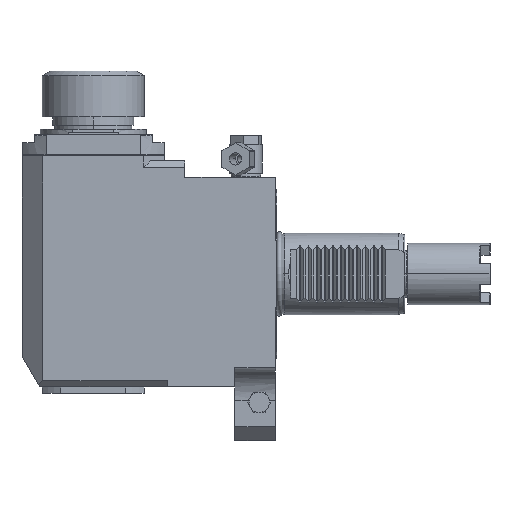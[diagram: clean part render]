
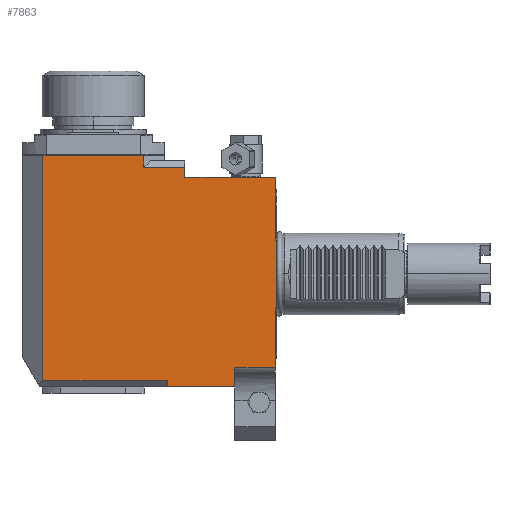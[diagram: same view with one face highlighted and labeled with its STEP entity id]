
A CAD part, front view. The second image highlights one B-rep face of the part: STEP entity #7863.
In plain terms, the highlighted planar face has unit normal (0, -1, 0).
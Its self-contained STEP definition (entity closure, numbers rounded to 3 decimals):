
#1062=DIRECTION('',(0.,0.,-1.));
#1063=VECTOR('',#1062,110.5);
#1064=CARTESIAN_POINT('',(-114.812,-38.,58.));
#1065=LINE('',#1064,#1063);
#1066=DIRECTION('',(1.,0.,0.));
#1067=VECTOR('',#1066,49.625);
#1068=CARTESIAN_POINT('',(-114.812,-38.,58.));
#1069=LINE('',#1068,#1067);
#1070=DIRECTION('',(-1.,0.,0.));
#1071=VECTOR('',#1070,20.188);
#1072=CARTESIAN_POINT('',(-45.,-38.,52.5));
#1073=LINE('',#1072,#1071);
#1074=DIRECTION('',(0.,0.,1.));
#1075=VECTOR('',#1074,30.819);
#1076=CARTESIAN_POINT('',(-0.5,-38.,16.681));
#1077=LINE('',#1076,#1075);
#1078=DIRECTION('',(-1.,0.,0.));
#1079=VECTOR('',#1078,0.5);
#1080=CARTESIAN_POINT('',(0.,-38.,16.681));
#1081=LINE('',#1080,#1079);
#1082=DIRECTION('',(0.,0.,1.));
#1083=VECTOR('',#1082,33.362);
#1084=CARTESIAN_POINT('',(0.,-38.,-16.681));
#1085=LINE('',#1084,#1083);
#1086=DIRECTION('',(-1.,0.,0.));
#1087=VECTOR('',#1086,0.5);
#1088=CARTESIAN_POINT('',(0.,-38.,-16.681));
#1089=LINE('',#1088,#1087);
#1090=DIRECTION('',(0.,0.,-1.));
#1091=VECTOR('',#1090,29.319);
#1092=CARTESIAN_POINT('',(-0.5,-38.,-16.681));
#1093=LINE('',#1092,#1091);
#1094=DIRECTION('',(1.,0.,0.));
#1095=VECTOR('',#1094,20.);
#1096=CARTESIAN_POINT('',(-20.5,-38.,-46.));
#1097=LINE('',#1096,#1095);
#1098=DIRECTION('',(0.,0.,1.));
#1099=VECTOR('',#1098,9.5);
#1100=CARTESIAN_POINT('',(-20.5,-38.,-55.5));
#1101=LINE('',#1100,#1099);
#1102=DIRECTION('',(-1.,0.,0.));
#1103=VECTOR('',#1102,33.);
#1104=CARTESIAN_POINT('',(-20.5,-38.,-55.5));
#1105=LINE('',#1104,#1103);
#1110=DIRECTION('',(0.,0.,-1.));
#1111=VECTOR('',#1110,3.);
#1112=CARTESIAN_POINT('',(-53.5,-38.,-52.5));
#1113=LINE('',#1112,#1111);
#1130=DIRECTION('',(1.,0.,0.));
#1131=VECTOR('',#1130,61.312);
#1132=CARTESIAN_POINT('',(-114.812,-38.,-52.5));
#1133=LINE('',#1132,#1131);
#1274=DIRECTION('',(-1.,0.,0.));
#1275=VECTOR('',#1274,44.5);
#1276=CARTESIAN_POINT('',(-0.5,-38.,47.5));
#1277=LINE('',#1276,#1275);
#1288=DIRECTION('',(0.,0.,-1.));
#1289=VECTOR('',#1288,5.);
#1290=CARTESIAN_POINT('',(-45.,-38.,52.5));
#1291=LINE('',#1290,#1289);
#1378=DIRECTION('',(0.,0.,1.));
#1379=VECTOR('',#1378,5.5);
#1380=CARTESIAN_POINT('',(-65.188,-38.,52.5));
#1381=LINE('',#1380,#1379);
#5784=CARTESIAN_POINT('',(-0.5,-38.,47.5));
#5786=VERTEX_POINT('',#5784);
#5796=CARTESIAN_POINT('',(-0.5,-38.,16.681));
#5797=VERTEX_POINT('',#5796);
#5798=CARTESIAN_POINT('',(0.,-38.,-16.681));
#5799=CARTESIAN_POINT('',(-0.5,-38.,-16.681));
#5800=VERTEX_POINT('',#5798);
#5801=VERTEX_POINT('',#5799);
#5802=CARTESIAN_POINT('',(0.,-38.,16.681));
#5803=VERTEX_POINT('',#5802);
#5819=CARTESIAN_POINT('',(-20.5,-38.,-55.5));
#5821=VERTEX_POINT('',#5819);
#5822=CARTESIAN_POINT('',(-20.5,-38.,-46.));
#5823=VERTEX_POINT('',#5822);
#5878=CARTESIAN_POINT('',(-0.5,-38.,-46.));
#5879=VERTEX_POINT('',#5878);
#5890=CARTESIAN_POINT('',(-53.5,-38.,-55.5));
#5891=VERTEX_POINT('',#5890);
#5896=CARTESIAN_POINT('',(-114.812,-38.,58.));
#5898=VERTEX_POINT('',#5896);
#5908=CARTESIAN_POINT('',(-114.812,-38.,-52.5));
#5909=VERTEX_POINT('',#5908);
#5926=CARTESIAN_POINT('',(-65.188,-38.,58.));
#5927=VERTEX_POINT('',#5926);
#5940=CARTESIAN_POINT('',(-45.,-38.,52.5));
#5941=VERTEX_POINT('',#5940);
#5942=CARTESIAN_POINT('',(-65.188,-38.,52.5));
#5943=VERTEX_POINT('',#5942);
#5945=CARTESIAN_POINT('',(-53.5,-38.,-52.5));
#5947=VERTEX_POINT('',#5945);
#5952=CARTESIAN_POINT('',(-45.,-38.,47.5));
#5954=VERTEX_POINT('',#5952);
#7826=CARTESIAN_POINT('',(-53.5,-38.,-55.5));
#7827=DIRECTION('',(0.,-1.,0.));
#7828=DIRECTION('',(0.,0.,1.));
#7829=AXIS2_PLACEMENT_3D('',#7826,#7827,#7828);
#7830=PLANE('',#7829);
#7832=ORIENTED_EDGE('',*,*,#7831,.F.);
#7834=ORIENTED_EDGE('',*,*,#7833,.F.);
#7836=ORIENTED_EDGE('',*,*,#7835,.F.);
#7838=ORIENTED_EDGE('',*,*,#7837,.T.);
#7840=ORIENTED_EDGE('',*,*,#7839,.F.);
#7842=ORIENTED_EDGE('',*,*,#7841,.F.);
#7844=ORIENTED_EDGE('',*,*,#7843,.T.);
#7846=ORIENTED_EDGE('',*,*,#7845,.F.);
#7848=ORIENTED_EDGE('',*,*,#7847,.F.);
#7849=ORIENTED_EDGE('',*,*,#7817,.F.);
#7850=ORIENTED_EDGE('',*,*,#7802,.F.);
#7852=ORIENTED_EDGE('',*,*,#7851,.T.);
#7854=ORIENTED_EDGE('',*,*,#7853,.T.);
#7856=ORIENTED_EDGE('',*,*,#7855,.F.);
#7858=ORIENTED_EDGE('',*,*,#7857,.F.);
#7860=ORIENTED_EDGE('',*,*,#7859,.T.);
#7861=EDGE_LOOP('',(#7832,#7834,#7836,#7838,#7840,#7842,#7844,#7846,#7848,#7849,
#7850,#7852,#7854,#7856,#7858,#7860));
#7862=FACE_OUTER_BOUND('',#7861,.F.);
#7863=ADVANCED_FACE('',(#7862),#7830,.T.);
#7802=EDGE_CURVE('',#5800,#5803,#1085,.T.);
#7817=EDGE_CURVE('',#5803,#5797,#1081,.T.);
#7831=EDGE_CURVE('',#5947,#5891,#1113,.T.);
#7833=EDGE_CURVE('',#5909,#5947,#1133,.T.);
#7835=EDGE_CURVE('',#5898,#5909,#1065,.T.);
#7837=EDGE_CURVE('',#5898,#5927,#1069,.T.);
#7839=EDGE_CURVE('',#5943,#5927,#1381,.T.);
#7841=EDGE_CURVE('',#5941,#5943,#1073,.T.);
#7843=EDGE_CURVE('',#5941,#5954,#1291,.T.);
#7845=EDGE_CURVE('',#5786,#5954,#1277,.T.);
#7847=EDGE_CURVE('',#5797,#5786,#1077,.T.);
#7851=EDGE_CURVE('',#5800,#5801,#1089,.T.);
#7853=EDGE_CURVE('',#5801,#5879,#1093,.T.);
#7855=EDGE_CURVE('',#5823,#5879,#1097,.T.);
#7857=EDGE_CURVE('',#5821,#5823,#1101,.T.);
#7859=EDGE_CURVE('',#5821,#5891,#1105,.T.);
